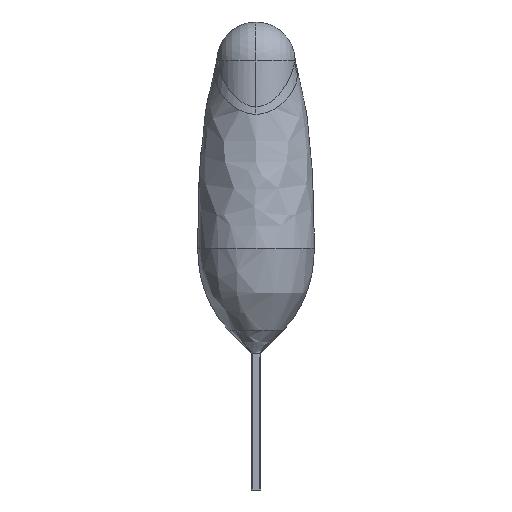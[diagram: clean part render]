
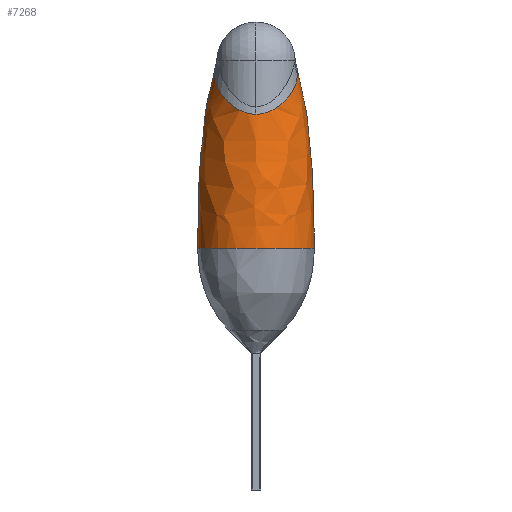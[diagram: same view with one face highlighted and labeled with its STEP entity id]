
A CAD part, left-side view. The second image highlights one B-rep face of the part: STEP entity #7268.
In plain terms, the highlighted free-form (B-spline) face has degree [2, 3] with [3, 4] control points.
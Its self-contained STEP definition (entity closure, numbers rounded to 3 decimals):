
#288 = CARTESIAN_POINT ( 'NONE',  ( -10.16, 1.5, 1.7 ) ) ;
#297 = ORIENTED_EDGE ( 'NONE', *, *, #19355, .F. ) ;
#699 = CIRCLE ( 'NONE', #3932, 1.5 ) ;
#799 = ORIENTED_EDGE ( 'NONE', *, *, #9048, .T. ) ;
#858 = CARTESIAN_POINT ( 'NONE',  ( -10.292, 1.062, 6.248 ) ) ;
#1033 = CARTESIAN_POINT ( 'NONE',  ( -11.298, 0.589, 5.335 ) ) ;
#1416 = CARTESIAN_POINT ( 'NONE',  ( -10.551, -1.065, 6.046 ) ) ;
#1543 = CARTESIAN_POINT ( 'NONE',  ( -11.298, -0.589, 5.335 ) ) ;
#1666 = CARTESIAN_POINT ( 'NONE',  ( -10.678, -1.037, 5.942 ) ) ;
#1769 = B_SPLINE_CURVE_WITH_KNOTS ( 'NONE', 3,
 ( #9960, #19305, #13979, #11848 ),
 .UNSPECIFIED., .F., .F.,
 ( 4, 4 ),
 ( 0., 0. ),
 .UNSPECIFIED. ) ;
#1813 = B_SPLINE_CURVE_WITH_KNOTS ( 'NONE', 3,
 ( #8412, #16093, #4844, #1033, #14696, #16475, #16220, #4608, #3058, #6655 ),
 .UNSPECIFIED., .F., .F.,
 ( 4, 2, 2, 2, 4 ),
 ( 0., 0., 0.001, 0.001, 0.002 ),
 .UNSPECIFIED. ) ;
#2179 = CARTESIAN_POINT ( 'NONE',  ( -10.16, -1.5, 4.891 ) ) ;
#2841 = DIRECTION ( 'NONE',  ( 0., 0., 1. ) ) ;
#2931 = CARTESIAN_POINT ( 'NONE',  ( -10.16, -1.5, 1.7 ) ) ;
#3058 = CARTESIAN_POINT ( 'NONE',  ( -10.551, 1.065, 6.046 ) ) ;
#3342 = CARTESIAN_POINT ( 'NONE',  ( -13.16, 1.5, 4.891 ) ) ;
#3457 = CARTESIAN_POINT ( 'NONE',  ( -10.16, -1.051, 6.309 ) ) ;
#3576 = CARTESIAN_POINT ( 'NONE',  ( -10.912, -0.942, 5.734 ) ) ;
#3613 = CARTESIAN_POINT ( 'NONE',  ( -10.16, 1.5, 4.872 ) ) ;
#3696 = CARTESIAN_POINT ( 'NONE',  ( -10.209, -1.051, 6.309 ) ) ;
#3932 = AXIS2_PLACEMENT_3D ( 'NONE', #7068, #2841, #6814 ) ;
#4608 = CARTESIAN_POINT ( 'NONE',  ( -10.678, 1.037, 5.942 ) ) ;
#4844 = CARTESIAN_POINT ( 'NONE',  ( -11.423, 0.326, 5.187 ) ) ;
#4934 = VERTEX_POINT ( 'NONE', #13316 ) ;
#5261 = CARTESIAN_POINT ( 'NONE',  ( -10.16, -1.046, 6.327 ) ) ;
#5370 = CARTESIAN_POINT ( 'NONE',  ( -10.42, -1.068, 6.146 ) ) ;
#6134 = CARTESIAN_POINT ( 'NONE',  ( -10.16, -1.5, 1.7 ) ) ;
#6153 = CARTESIAN_POINT ( 'NONE',  ( -10.255, 1.057, 6.281 ) ) ;
#6278 = CARTESIAN_POINT ( 'NONE',  ( -10.292, 1.062, 6.248 ) ) ;
#6346 = ORIENTED_EDGE ( 'NONE', *, *, #9318, .T. ) ;
#6533 = CARTESIAN_POINT ( 'NONE',  ( -10.16, 1.051, 6.309 ) ) ;
#6606 = VERTEX_POINT ( 'NONE', #11014 ) ;
#6655 = CARTESIAN_POINT ( 'NONE',  ( -10.42, 1.068, 6.146 ) ) ;
#6814 = DIRECTION ( 'NONE',  ( 1., 0., 0. ) ) ;
#7068 = CARTESIAN_POINT ( 'NONE',  ( -10.16, 0., 1.7 ) ) ;
#7268 = ADVANCED_FACE ( 'NONE', ( #17017 ), #18844, .T. ) ;
#7740 = B_SPLINE_CURVE_WITH_KNOTS ( 'NONE', 3,
 ( #3457, #3696, #9149, #11167 ),
 .UNSPECIFIED., .F., .F.,
 ( 4, 4 ),
 ( 0., 0. ),
 .UNSPECIFIED. ) ;
#8091 = EDGE_CURVE ( 'NONE', #4934, #22409, #1813, .T. ) ;
#8097 = VERTEX_POINT ( 'NONE', #14316 ) ;
#8412 = CARTESIAN_POINT ( 'NONE',  ( -11.464, 0., 5.135 ) ) ;
#8565 = VERTEX_POINT ( 'NONE', #2931 ) ;
#9048 = EDGE_CURVE ( 'NONE', #8097, #21783, #13433, .T. ) ;
#9149 = CARTESIAN_POINT ( 'NONE',  ( -10.255, -1.057, 6.281 ) ) ;
#9275 = CARTESIAN_POINT ( 'NONE',  ( -11.423, -0.327, 5.187 ) ) ;
#9318 = EDGE_CURVE ( 'NONE', #21783, #8565, #699, .T. ) ;
#9407 = CARTESIAN_POINT ( 'NONE',  ( -12.252, -1.046, 6.327 ) ) ;
#9479 = ORIENTED_EDGE ( 'NONE', *, *, #15899, .T. ) ;
#9733 = VERTEX_POINT ( 'NONE', #16738 ) ;
#9960 = CARTESIAN_POINT ( 'NONE',  ( -10.292, -1.062, 6.248 ) ) ;
#10786 = CARTESIAN_POINT ( 'NONE',  ( -10.16, -1.051, 6.309 ) ) ;
#11014 = CARTESIAN_POINT ( 'NONE',  ( -10.16, -1.051, 6.309 ) ) ;
#11167 = CARTESIAN_POINT ( 'NONE',  ( -10.292, -1.062, 6.248 ) ) ;
#11675 = CARTESIAN_POINT ( 'NONE',  ( -13.16, -1.5, 1.7 ) ) ;
#11848 = CARTESIAN_POINT ( 'NONE',  ( -10.42, -1.068, 6.146 ) ) ;
#11866 = CARTESIAN_POINT ( 'NONE',  ( -10.42, 1.068, 6.146 ) ) ;
#11942 = CARTESIAN_POINT ( 'NONE',  ( -10.292, 1.062, 6.248 ) ) ;
#12245 = CARTESIAN_POINT ( 'NONE',  ( -10.292, -1.062, 6.248 ) ) ;
#12809 = CARTESIAN_POINT ( 'NONE',  ( -12.252, 1.046, 6.327 ) ) ;
#12818 = EDGE_LOOP ( 'NONE', ( #22611, #799, #6346, #297, #21444, #9479, #23516, #19795, #19652 ) ) ;
#13048 = CARTESIAN_POINT ( 'NONE',  ( -11.021, -0.874, 5.629 ) ) ;
#13316 = CARTESIAN_POINT ( 'NONE',  ( -11.464, 0., 5.135 ) ) ;
#13321 = EDGE_CURVE ( 'NONE', #22409, #13691, #16149, .T. ) ;
#13433 = B_SPLINE_CURVE_WITH_KNOTS ( 'NONE', 2,
 ( #20931, #3613, #19041 ),
 .UNSPECIFIED., .F., .F.,
 ( 3, 3 ),
 ( 0.453, 1. ),
 .UNSPECIFIED. ) ;
#13691 = VERTEX_POINT ( 'NONE', #11942 ) ;
#13979 = CARTESIAN_POINT ( 'NONE',  ( -10.376, -1.07, 6.178 ) ) ;
#14316 = CARTESIAN_POINT ( 'NONE',  ( -10.16, 1.051, 6.309 ) ) ;
#14383 = CARTESIAN_POINT ( 'NONE',  ( -10.16, 1.5, 1.7 ) ) ;
#14696 = CARTESIAN_POINT ( 'NONE',  ( -11.213, 0.699, 5.43 ) ) ;
#15097 = CARTESIAN_POINT ( 'NONE',  ( -10.16, 1.046, 6.327 ) ) ;
#15899 = EDGE_CURVE ( 'NONE', #23048, #9733, #1769, .T. ) ;
#16093 = CARTESIAN_POINT ( 'NONE',  ( -11.464, 0.166, 5.135 ) ) ;
#16149 = B_SPLINE_CURVE_WITH_KNOTS ( 'NONE', 3,
 ( #16293, #24025, #18691, #858 ),
 .UNSPECIFIED., .F., .F.,
 ( 4, 4 ),
 ( 0., 0. ),
 .UNSPECIFIED. ) ;
#16154 = B_SPLINE_CURVE_WITH_KNOTS ( 'NONE', 3,
 ( #5370, #1416, #1666, #3576, #13048, #18886, #1543, #9275, #17003, #22806 ),
 .UNSPECIFIED., .F., .F.,
 ( 4, 2, 2, 2, 4 ),
 ( 0., 0., 0.001, 0.001, 0.002 ),
 .UNSPECIFIED. ) ;
#16220 = CARTESIAN_POINT ( 'NONE',  ( -10.912, 0.942, 5.734 ) ) ;
#16293 = CARTESIAN_POINT ( 'NONE',  ( -10.42, 1.068, 6.146 ) ) ;
#16475 = CARTESIAN_POINT ( 'NONE',  ( -11.021, 0.874, 5.629 ) ) ;
#16477 = B_SPLINE_CURVE_WITH_KNOTS ( 'NONE', 3,
 ( #6278, #6153, #23717, #6533 ),
 .UNSPECIFIED., .F., .F.,
 ( 4, 4 ),
 ( 0., 0. ),
 .UNSPECIFIED. ) ;
#16682 = B_SPLINE_CURVE_WITH_KNOTS ( 'NONE', 2,
 ( #10786, #22675, #20763 ),
 .UNSPECIFIED., .F., .F.,
 ( 3, 3 ),
 ( 0.453, 1. ),
 .UNSPECIFIED. ) ;
#16738 = CARTESIAN_POINT ( 'NONE',  ( -10.42, -1.068, 6.146 ) ) ;
#17003 = CARTESIAN_POINT ( 'NONE',  ( -11.464, -0.166, 5.135 ) ) ;
#17017 = FACE_OUTER_BOUND ( 'NONE', #12818, .T. ) ;
#18691 = CARTESIAN_POINT ( 'NONE',  ( -10.333, 1.067, 6.213 ) ) ;
#18766 = CARTESIAN_POINT ( 'NONE',  ( -13.16, -1.5, 4.891 ) ) ;
#18844 =( BOUNDED_SURFACE ( )  B_SPLINE_SURFACE ( 2, 3, ( 
 ( #15097, #12809, #9407, #5261 ),
 ( #20654, #3342, #18766, #2179 ),
 ( #288, #19385, #11675, #6134 ) ),
 .UNSPECIFIED., .F., .F., .F. ) 
 B_SPLINE_SURFACE_WITH_KNOTS ( ( 3, 3 ),
 ( 4, 4 ),
 ( 0.45, 1. ),
 ( 0., 1. ),
 .UNSPECIFIED. ) 
 GEOMETRIC_REPRESENTATION_ITEM ( )  RATIONAL_B_SPLINE_SURFACE ( (
 ( 1., 0.333, 0.333, 1.),
 ( 1., 0.333, 0.333, 1.),
 ( 1., 0.333, 0.333, 1.) ) ) 
 REPRESENTATION_ITEM ( '' )  SURFACE ( )  );
#18886 = CARTESIAN_POINT ( 'NONE',  ( -11.213, -0.699, 5.43 ) ) ;
#19041 = CARTESIAN_POINT ( 'NONE',  ( -10.16, 1.5, 1.7 ) ) ;
#19305 = CARTESIAN_POINT ( 'NONE',  ( -10.333, -1.067, 6.213 ) ) ;
#19355 = EDGE_CURVE ( 'NONE', #6606, #8565, #16682, .T. ) ;
#19385 = CARTESIAN_POINT ( 'NONE',  ( -13.16, 1.5, 1.7 ) ) ;
#19652 = ORIENTED_EDGE ( 'NONE', *, *, #13321, .T. ) ;
#19795 = ORIENTED_EDGE ( 'NONE', *, *, #8091, .T. ) ;
#20654 = CARTESIAN_POINT ( 'NONE',  ( -10.16, 1.5, 4.891 ) ) ;
#20763 = CARTESIAN_POINT ( 'NONE',  ( -10.16, -1.5, 1.7 ) ) ;
#20931 = CARTESIAN_POINT ( 'NONE',  ( -10.16, 1.051, 6.309 ) ) ;
#21444 = ORIENTED_EDGE ( 'NONE', *, *, #24695, .T. ) ;
#21783 = VERTEX_POINT ( 'NONE', #14383 ) ;
#22409 = VERTEX_POINT ( 'NONE', #11866 ) ;
#22611 = ORIENTED_EDGE ( 'NONE', *, *, #24531, .T. ) ;
#22675 = CARTESIAN_POINT ( 'NONE',  ( -10.16, -1.5, 4.872 ) ) ;
#22806 = CARTESIAN_POINT ( 'NONE',  ( -11.464, 0., 5.135 ) ) ;
#23048 = VERTEX_POINT ( 'NONE', #12245 ) ;
#23516 = ORIENTED_EDGE ( 'NONE', *, *, #24739, .T. ) ;
#23717 = CARTESIAN_POINT ( 'NONE',  ( -10.21, 1.051, 6.309 ) ) ;
#24025 = CARTESIAN_POINT ( 'NONE',  ( -10.376, 1.07, 6.178 ) ) ;
#24531 = EDGE_CURVE ( 'NONE', #13691, #8097, #16477, .T. ) ;
#24695 = EDGE_CURVE ( 'NONE', #6606, #23048, #7740, .T. ) ;
#24739 = EDGE_CURVE ( 'NONE', #9733, #4934, #16154, .T. ) ;
